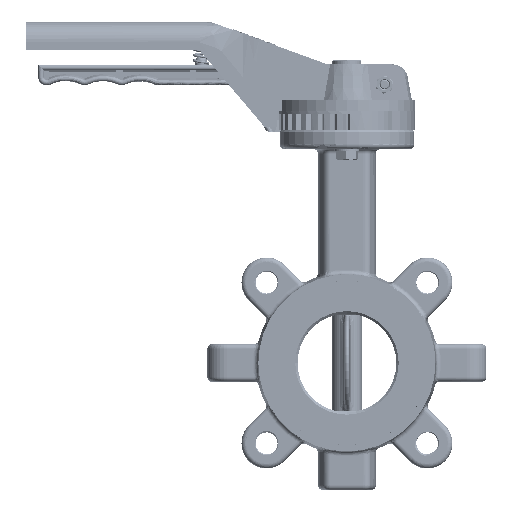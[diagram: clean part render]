
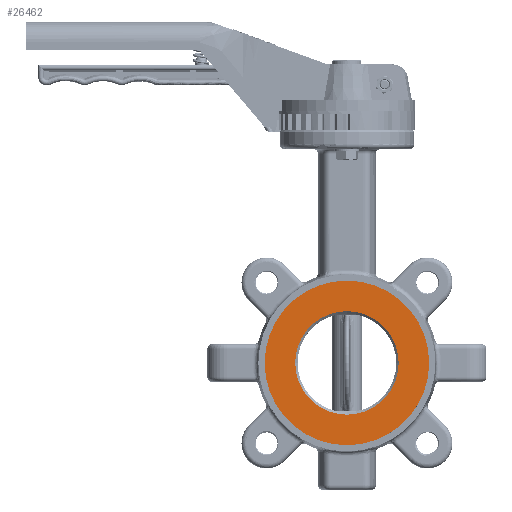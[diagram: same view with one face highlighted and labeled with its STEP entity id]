
A CAD part, top view. The second image highlights one B-rep face of the part: STEP entity #26462.
In plain terms, the highlighted planar face has unit normal (0, 0, 1).
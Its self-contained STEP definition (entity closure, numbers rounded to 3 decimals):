
#3423 = CIRCLE ( 'NONE', #128859, 52.5 ) ;
#3777 = EDGE_CURVE ( 'NONE', #12639, #142687, #10859, .T. ) ;
#5476 = VERTEX_POINT ( 'NONE', #46820 ) ;
#9334 = CARTESIAN_POINT ( 'NONE',  ( 0., 0., 24.5 ) ) ;
#10859 = CIRCLE ( 'NONE', #13458, 33. ) ;
#12639 = VERTEX_POINT ( 'NONE', #160113 ) ;
#13458 = AXIS2_PLACEMENT_3D ( 'NONE', #89295, #64733, #128539 ) ;
#17773 = AXIS2_PLACEMENT_3D ( 'NONE', #59828, #108956, #73712 ) ;
#24262 = ORIENTED_EDGE ( 'NONE', *, *, #84992, .F. ) ;
#26462 = ADVANCED_FACE ( 'NONE', ( #122035, #124478 ), #85193, .F. ) ;
#28322 = ORIENTED_EDGE ( 'NONE', *, *, #91277, .T. ) ;
#33276 = VERTEX_POINT ( 'NONE', #46425 ) ;
#35177 = ORIENTED_EDGE ( 'NONE', *, *, #53629, .T. ) ;
#35800 = CARTESIAN_POINT ( 'NONE',  ( 0., 0., 24.5 ) ) ;
#37619 = DIRECTION ( 'NONE',  ( 1., 0., 0. ) ) ;
#46425 = CARTESIAN_POINT ( 'NONE',  ( 52.5, 0., 24.5 ) ) ;
#46820 = CARTESIAN_POINT ( 'NONE',  ( -52.5, 0., 24.5 ) ) ;
#53629 = EDGE_CURVE ( 'NONE', #33276, #5476, #141846, .T. ) ;
#59828 = CARTESIAN_POINT ( 'NONE',  ( 0., 52.5, 24.5 ) ) ;
#64733 = DIRECTION ( 'NONE',  ( 0., 0., 1. ) ) ;
#72707 = AXIS2_PLACEMENT_3D ( 'NONE', #136628, #99848, #37619 ) ;
#72966 = EDGE_LOOP ( 'NONE', ( #24262, #76175 ) ) ;
#73420 = DIRECTION ( 'NONE',  ( 0., 0., 1. ) ) ;
#73712 = DIRECTION ( 'NONE',  ( 0., -1., 0. ) ) ;
#76175 = ORIENTED_EDGE ( 'NONE', *, *, #3777, .F. ) ;
#82115 = DIRECTION ( 'NONE',  ( 1., 0., 0. ) ) ;
#84992 = EDGE_CURVE ( 'NONE', #142687, #12639, #122397, .T. ) ;
#85193 = PLANE ( 'NONE',  #17773 ) ;
#86939 = AXIS2_PLACEMENT_3D ( 'NONE', #9334, #132051, #82115 ) ;
#89295 = CARTESIAN_POINT ( 'NONE',  ( 0., 0., 24.5 ) ) ;
#91277 = EDGE_CURVE ( 'NONE', #5476, #33276, #3423, .T. ) ;
#99848 = DIRECTION ( 'NONE',  ( 0., 0., 1. ) ) ;
#108956 = DIRECTION ( 'NONE',  ( 0., 0., -1. ) ) ;
#112717 = DIRECTION ( 'NONE',  ( 1., 0., 0. ) ) ;
#122035 = FACE_BOUND ( 'NONE', #72966, .T. ) ;
#122397 = CIRCLE ( 'NONE', #72707, 33. ) ;
#124478 = FACE_OUTER_BOUND ( 'NONE', #128280, .T. ) ;
#128280 = EDGE_LOOP ( 'NONE', ( #35177, #28322 ) ) ;
#128539 = DIRECTION ( 'NONE',  ( 1., 0., 0. ) ) ;
#128859 = AXIS2_PLACEMENT_3D ( 'NONE', #35800, #73420, #112717 ) ;
#132051 = DIRECTION ( 'NONE',  ( 0., 0., 1. ) ) ;
#136628 = CARTESIAN_POINT ( 'NONE',  ( 0., 0., 24.5 ) ) ;
#138902 = CARTESIAN_POINT ( 'NONE',  ( 33., 0., 24.5 ) ) ;
#141846 = CIRCLE ( 'NONE', #86939, 52.5 ) ;
#142687 = VERTEX_POINT ( 'NONE', #138902 ) ;
#160113 = CARTESIAN_POINT ( 'NONE',  ( -33., 0., 24.5 ) ) ;
